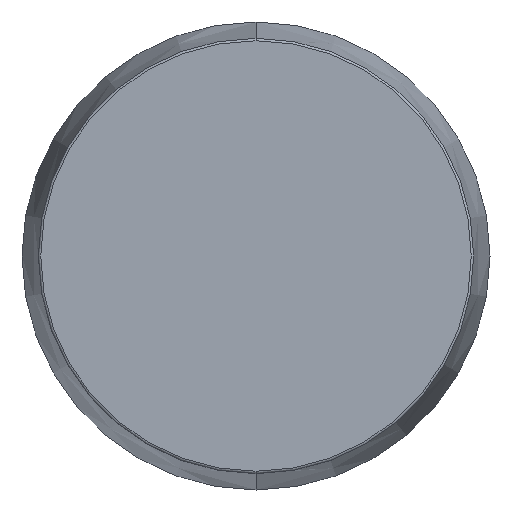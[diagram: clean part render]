
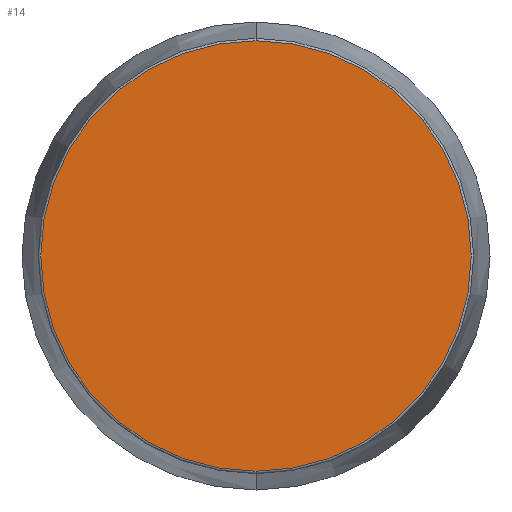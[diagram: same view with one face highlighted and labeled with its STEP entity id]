
A CAD part, front view. The second image highlights one B-rep face of the part: STEP entity #14.
In plain terms, the highlighted planar face has unit normal (0, -1, 0).
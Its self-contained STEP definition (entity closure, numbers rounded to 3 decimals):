
#14 = ADVANCED_FACE ( 'NONE', ( #80 ), #509, .F. ) ;
#80 = FACE_OUTER_BOUND ( 'NONE', #175, .T. ) ;
#89 = VERTEX_POINT ( 'NONE', #250 ) ;
#114 = VERTEX_POINT ( 'NONE', #326 ) ;
#118 = DIRECTION ( 'NONE',  ( 0., -1., 0. ) ) ;
#158 = DIRECTION ( 'NONE',  ( 0., 0., 1. ) ) ;
#175 = EDGE_LOOP ( 'NONE', ( #450, #437 ) ) ;
#181 = AXIS2_PLACEMENT_3D ( 'NONE', #205, #374, #158 ) ;
#205 = CARTESIAN_POINT ( 'NONE',  ( 0., 0., 0. ) ) ;
#215 = AXIS2_PLACEMENT_3D ( 'NONE', #510, #118, #291 ) ;
#236 = CIRCLE ( 'NONE', #487, 8.912 ) ;
#250 = CARTESIAN_POINT ( 'NONE',  ( 0., 0., -8.912 ) ) ;
#291 = DIRECTION ( 'NONE',  ( 0., 0., 1. ) ) ;
#326 = CARTESIAN_POINT ( 'NONE',  ( 0., 0., 8.912 ) ) ;
#332 = DIRECTION ( 'NONE',  ( 0., 0., 1. ) ) ;
#374 = DIRECTION ( 'NONE',  ( 0., 1., 0. ) ) ;
#409 = EDGE_CURVE ( 'NONE', #114, #89, #236, .T. ) ;
#412 = CIRCLE ( 'NONE', #215, 8.912 ) ;
#437 = ORIENTED_EDGE ( 'NONE', *, *, #486, .T. ) ;
#450 = ORIENTED_EDGE ( 'NONE', *, *, #409, .T. ) ;
#473 = DIRECTION ( 'NONE',  ( 0., -1., 0. ) ) ;
#477 = CARTESIAN_POINT ( 'NONE',  ( 0., 0., 0. ) ) ;
#486 = EDGE_CURVE ( 'NONE', #89, #114, #412, .T. ) ;
#487 = AXIS2_PLACEMENT_3D ( 'NONE', #477, #473, #332 ) ;
#509 = PLANE ( 'NONE',  #181 ) ;
#510 = CARTESIAN_POINT ( 'NONE',  ( 0., 0., 0. ) ) ;
